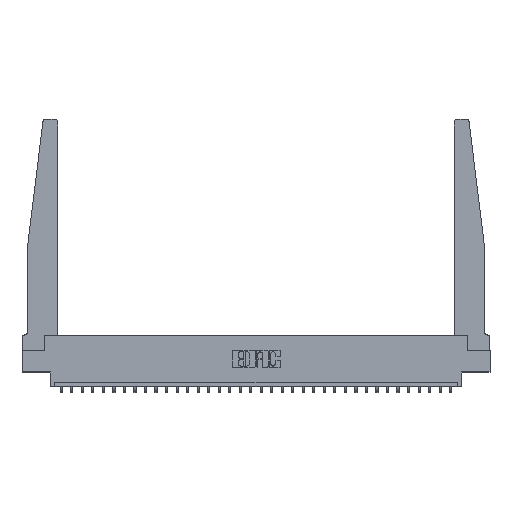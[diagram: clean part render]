
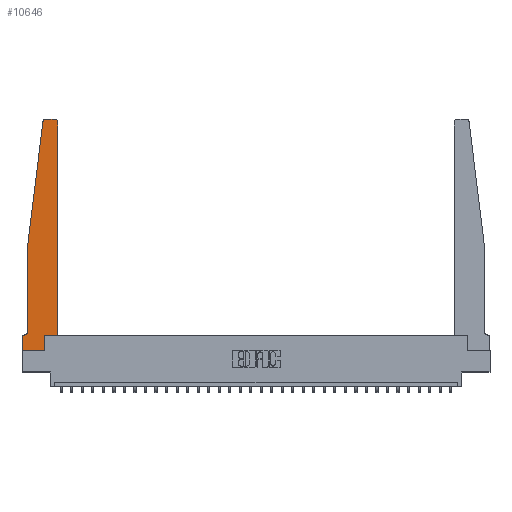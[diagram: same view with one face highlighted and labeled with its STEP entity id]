
A CAD part, top view. The second image highlights one B-rep face of the part: STEP entity #10646.
In plain terms, the highlighted planar face has unit normal (0, 0, 1).
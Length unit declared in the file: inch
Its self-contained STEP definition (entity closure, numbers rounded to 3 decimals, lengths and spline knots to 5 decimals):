
#23 = CARTESIAN_POINT ( 'NONE',  ( 0., 0., 0.37 ) ) ;
#393 = CARTESIAN_POINT ( 'NONE',  ( 0.2605, 0., 0.37 ) ) ;
#454 = VERTEX_POINT ( 'NONE', #3641 ) ;
#944 = DIRECTION ( 'NONE',  ( 0., 1., 0. ) ) ;
#1360 = CARTESIAN_POINT ( 'NONE',  ( 0.395, 2.72, 0.37 ) ) ;
#1832 = VERTEX_POINT ( 'NONE', #5293 ) ;
#1846 = AXIS2_PLACEMENT_3D ( 'NONE', #24200, #10790, #26435 ) ;
#2534 = VECTOR ( 'NONE', #944, 39.37008 ) ;
#2772 = AXIS2_PLACEMENT_3D ( 'NONE', #26505, #4214, #19989 ) ;
#3327 = EDGE_CURVE ( 'NONE', #27592, #22376, #24881, .T. ) ;
#3359 = LINE ( 'NONE', #24909, #12542 ) ;
#3420 = EDGE_CURVE ( 'NONE', #22376, #7988, #22084, .T. ) ;
#3543 = ORIENTED_EDGE ( 'NONE', *, *, #24194, .T. ) ;
#3635 = DIRECTION ( 'NONE',  ( 1., 0., 0. ) ) ;
#3641 = CARTESIAN_POINT ( 'NONE',  ( 0., 0.1875, 0.37 ) ) ;
#3966 = VERTEX_POINT ( 'NONE', #24950 ) ;
#3981 = CARTESIAN_POINT ( 'NONE',  ( 0.015, 0.2375, 0.37 ) ) ;
#4075 = ORIENTED_EDGE ( 'NONE', *, *, #26384, .T. ) ;
#4214 = DIRECTION ( 'NONE',  ( 0., 0., 1. ) ) ;
#4767 = DIRECTION ( 'NONE',  ( 1., 0., 0. ) ) ;
#4852 = ORIENTED_EDGE ( 'NONE', *, *, #25302, .T. ) ;
#5113 = DIRECTION ( 'NONE',  ( 1., 0., 0. ) ) ;
#5293 = CARTESIAN_POINT ( 'NONE',  ( 0.065, 0.2375, 0.37 ) ) ;
#5389 = CARTESIAN_POINT ( 'NONE',  ( 0.2605, 0.18, 0.37 ) ) ;
#5766 = LINE ( 'NONE', #7410, #23006 ) ;
#5779 = VECTOR ( 'NONE', #22637, 39.37008 ) ;
#6065 = CARTESIAN_POINT ( 'NONE',  ( 0.065, 0.1875, 0.37 ) ) ;
#6067 = LINE ( 'NONE', #6377, #18054 ) ;
#6184 = DIRECTION ( 'NONE',  ( -1., 0., 0. ) ) ;
#6258 = DIRECTION ( 'NONE',  ( -1., 0., 0. ) ) ;
#6377 = CARTESIAN_POINT ( 'NONE',  ( 0.425, 0.18, 0.37 ) ) ;
#7294 = VERTEX_POINT ( 'NONE', #7365 ) ;
#7365 = CARTESIAN_POINT ( 'NONE',  ( 0.24675, 2.72367, 0.37 ) ) ;
#7410 = CARTESIAN_POINT ( 'NONE',  ( 0.065, 1.25, 0.37 ) ) ;
#7424 = EDGE_CURVE ( 'NONE', #27816, #22511, #19799, .T. ) ;
#7488 = VERTEX_POINT ( 'NONE', #19190 ) ;
#7512 = CARTESIAN_POINT ( 'NONE',  ( 0.065, 1.25, 0.37 ) ) ;
#7665 = EDGE_CURVE ( 'NONE', #1832, #7488, #19446, .T. ) ;
#7988 = VERTEX_POINT ( 'NONE', #11878 ) ;
#8553 = ORIENTED_EDGE ( 'NONE', *, *, #7665, .T. ) ;
#8786 = FACE_OUTER_BOUND ( 'NONE', #15045, .T. ) ;
#9018 = CARTESIAN_POINT ( 'NONE',  ( 0.2605, 0.18, 0.37 ) ) ;
#9697 = CIRCLE ( 'NONE', #1846, 0.03 ) ;
#10646 = ADVANCED_FACE ( 'NONE', ( #8786 ), #17735, .T. ) ;
#10790 = DIRECTION ( 'NONE',  ( 0., 0., 1. ) ) ;
#11878 = CARTESIAN_POINT ( 'NONE',  ( 0.27653, 2.75, 0.37 ) ) ;
#12542 = VECTOR ( 'NONE', #4767, 39.37008 ) ;
#13093 = EDGE_CURVE ( 'NONE', #7988, #7294, #9697, .T. ) ;
#13455 = EDGE_CURVE ( 'NONE', #20925, #1832, #5766, .T. ) ;
#13494 = CARTESIAN_POINT ( 'NONE',  ( 0.065, 1.25, 0.37 ) ) ;
#15045 = EDGE_LOOP ( 'NONE', ( #28434, #25579, #19333, #23354, #8553, #15981, #4852, #3543, #19022, #25253, #4075, #15333 ) ) ;
#15333 = ORIENTED_EDGE ( 'NONE', *, *, #3327, .T. ) ;
#15981 = ORIENTED_EDGE ( 'NONE', *, *, #28753, .T. ) ;
#16161 = VECTOR ( 'NONE', #6184, 39.37008 ) ;
#16653 = AXIS2_PLACEMENT_3D ( 'NONE', #1360, #17161, #3635 ) ;
#16700 = EDGE_CURVE ( 'NONE', #22511, #17302, #3359, .T. ) ;
#17161 = DIRECTION ( 'NONE',  ( 0., 0., 1. ) ) ;
#17302 = VERTEX_POINT ( 'NONE', #22719 ) ;
#17386 = CARTESIAN_POINT ( 'NONE',  ( 0.395, 2.75, 0.37 ) ) ;
#17735 = PLANE ( 'NONE',  #2772 ) ;
#18015 = DIRECTION ( 'NONE',  ( -0.122, -0.992, 0. ) ) ;
#18054 = VECTOR ( 'NONE', #22123, 39.37008 ) ;
#19022 = ORIENTED_EDGE ( 'NONE', *, *, #7424, .T. ) ;
#19190 = CARTESIAN_POINT ( 'NONE',  ( 0.015, 0.1875, 0.37 ) ) ;
#19333 = ORIENTED_EDGE ( 'NONE', *, *, #28317, .T. ) ;
#19446 = CIRCLE ( 'NONE', #24934, 0.05 ) ;
#19577 = DIRECTION ( 'NONE',  ( -1., 0., 0. ) ) ;
#19755 = DIRECTION ( 'NONE',  ( 0., 0., -1. ) ) ;
#19799 = LINE ( 'NONE', #5389, #2534 ) ;
#19989 = DIRECTION ( 'NONE',  ( 1., 0., 0. ) ) ;
#20854 = CARTESIAN_POINT ( 'NONE',  ( 0., 0., 0.37 ) ) ;
#20925 = VERTEX_POINT ( 'NONE', #7512 ) ;
#22084 = LINE ( 'NONE', #28566, #16161 ) ;
#22123 = DIRECTION ( 'NONE',  ( 0., 1., 0. ) ) ;
#22133 = VECTOR ( 'NONE', #18015, 39.37008 ) ;
#22376 = VERTEX_POINT ( 'NONE', #17386 ) ;
#22511 = VERTEX_POINT ( 'NONE', #9018 ) ;
#22637 = DIRECTION ( 'NONE',  ( 0., -1., 0. ) ) ;
#22719 = CARTESIAN_POINT ( 'NONE',  ( 0.425, 0.18, 0.37 ) ) ;
#22733 = VECTOR ( 'NONE', #5113, 39.37008 ) ;
#22824 = LINE ( 'NONE', #13494, #22133 ) ;
#23006 = VECTOR ( 'NONE', #25382, 39.37008 ) ;
#23354 = ORIENTED_EDGE ( 'NONE', *, *, #13455, .T. ) ;
#23723 = LINE ( 'NONE', #23, #5779 ) ;
#24194 = EDGE_CURVE ( 'NONE', #3966, #27816, #28679, .T. ) ;
#24200 = CARTESIAN_POINT ( 'NONE',  ( 0.27653, 2.72, 0.37 ) ) ;
#24391 = CARTESIAN_POINT ( 'NONE',  ( 0.425, 2.72, 0.37 ) ) ;
#24881 = CIRCLE ( 'NONE', #16653, 0.03 ) ;
#24909 = CARTESIAN_POINT ( 'NONE',  ( 0.425, 0.18, 0.37 ) ) ;
#24934 = AXIS2_PLACEMENT_3D ( 'NONE', #3981, #19755, #6258 ) ;
#24950 = CARTESIAN_POINT ( 'NONE',  ( 0., 0., 0.37 ) ) ;
#25253 = ORIENTED_EDGE ( 'NONE', *, *, #16700, .T. ) ;
#25302 = EDGE_CURVE ( 'NONE', #454, #3966, #23723, .T. ) ;
#25382 = DIRECTION ( 'NONE',  ( 0., -1., 0. ) ) ;
#25579 = ORIENTED_EDGE ( 'NONE', *, *, #13093, .T. ) ;
#26384 = EDGE_CURVE ( 'NONE', #17302, #27592, #6067, .T. ) ;
#26435 = DIRECTION ( 'NONE',  ( 1., 0., 0. ) ) ;
#26505 = CARTESIAN_POINT ( 'NONE',  ( 0., 0.1875, 0.37 ) ) ;
#27396 = VECTOR ( 'NONE', #19577, 39.37008 ) ;
#27592 = VERTEX_POINT ( 'NONE', #24391 ) ;
#27816 = VERTEX_POINT ( 'NONE', #393 ) ;
#28107 = LINE ( 'NONE', #6065, #27396 ) ;
#28317 = EDGE_CURVE ( 'NONE', #7294, #20925, #22824, .T. ) ;
#28434 = ORIENTED_EDGE ( 'NONE', *, *, #3420, .T. ) ;
#28566 = CARTESIAN_POINT ( 'NONE',  ( 0.25, 2.75, 0.37 ) ) ;
#28679 = LINE ( 'NONE', #20854, #22733 ) ;
#28753 = EDGE_CURVE ( 'NONE', #7488, #454, #28107, .T. ) ;
